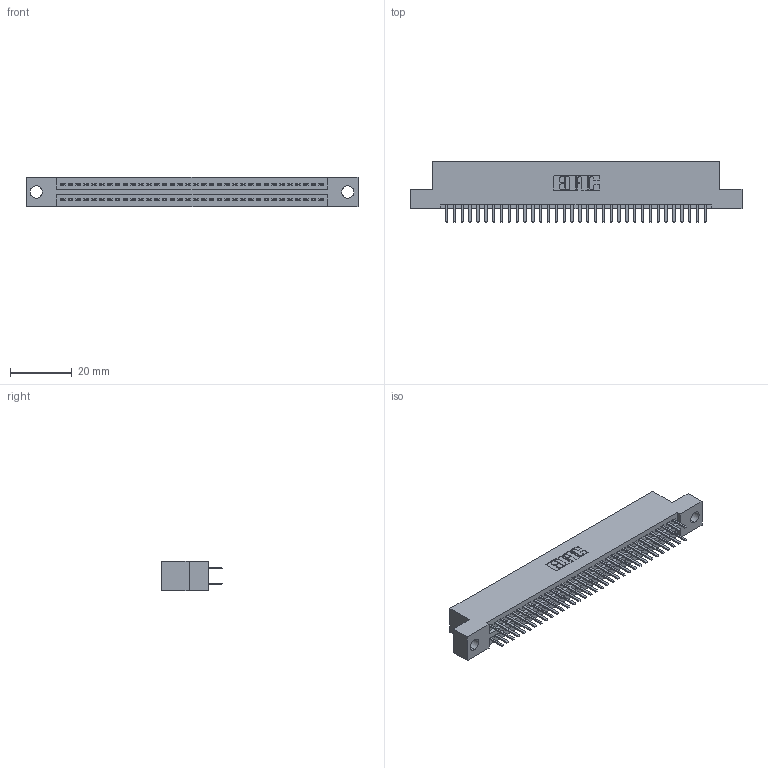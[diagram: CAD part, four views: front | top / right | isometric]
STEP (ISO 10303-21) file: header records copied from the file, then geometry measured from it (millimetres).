
FILE_DESCRIPTION (( 'STEP AP203' ), '1' );
FILE_NAME ('395-068-520-204.STEP', '2021-06-17T03:46:35', ( '' ), ( '' ), 'SwSTEP 2.0', 'SolidWorks 2020', '' );
FILE_SCHEMA (( 'CONFIG_CONTROL_DESIGN' ));
Length unit declared in the file: inch
Products named in the file (3): 395-068-520-204; 345 Part_Flush Mounting Lugs - 0.156 Dia-TI; 345-292-001_345-293-120
Assembly tree (69 placements, depth 2):
  395-068-520-204
    345 Part_Flush Mounting Lugs - 0.156 Dia-TI
    345-292-001_345-293-120  x68
Bounding box: 107.57 x 19.68 x 9.4 mm (x, y, z)
Volume: 10239.3 mm3; surface area: 14768.4 mm2
Topology: 69 solids, 69 shells, 3812 faces, 11053 edges, 7186 vertices
Faces by surface type: plane 2474, cylinder 1338
Entity records: 28287 total; most frequent: CARTESIAN_POINT 4766, ORIENTED_EDGE 4686, DIRECTION 4199, EDGE_CURVE 2343, VECTOR 2071, LINE 2071, VERTEX_POINT 1558, AXIS2_PLACEMENT_3D 1064
